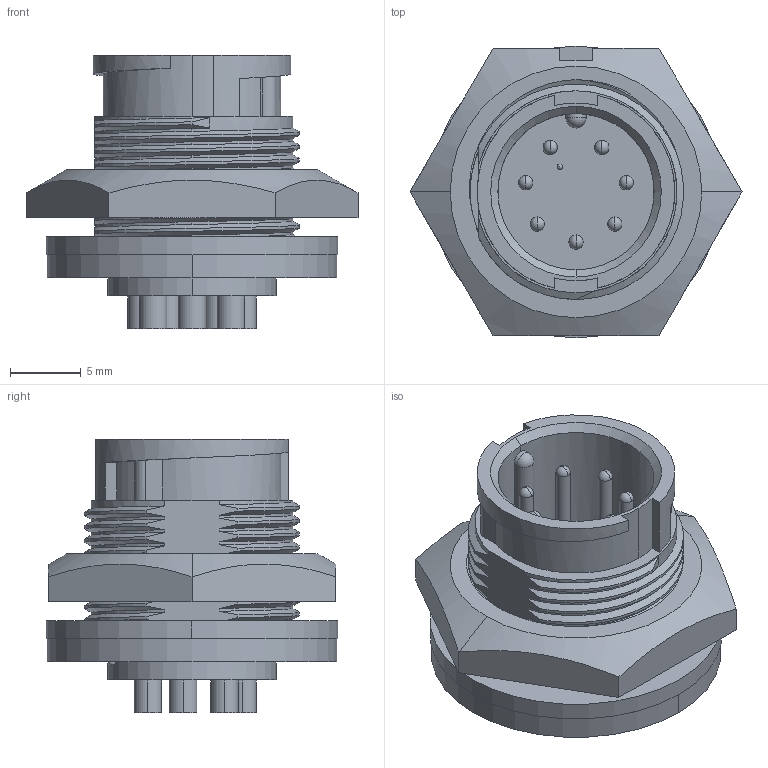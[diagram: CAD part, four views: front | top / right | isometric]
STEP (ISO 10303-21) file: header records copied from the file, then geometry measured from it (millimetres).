
FILE_DESCRIPTION (( 'STEP AP203' ), '1' );
FILE_NAME ('7280-7PG-300.STEP', '2013-03-01T21:08:38', ( '21FPBF1' ), ( 'Conxall' ), 'SwSTEP 2.0', 'SolidWorks 2012', '' );
FILE_SCHEMA (( 'CONFIG_CONTROL_DESIGN' ));
Length unit declared in the file: inch
Products named in the file (1): 7280-7PG-300
Bounding box: 23.46 x 20.62 x 19.34 mm (x, y, z)
Volume: 2945.7 mm3; surface area: 3013.8 mm2
Topology: 2 solids, 2 shells, 180 faces, 476 edges, 318 vertices
Faces by surface type: cylinder 94, plane 41, bspline 24, sphere 17, cone 4
Entity records: 12009 total; most frequent: CARTESIAN_POINT 7956, ORIENTED_EDGE 940, DIRECTION 698, EDGE_CURVE 470, VERTEX_POINT 315, AXIS2_PLACEMENT_3D 265, EDGE_LOOP 203, FACE_OUTER_BOUND 180
